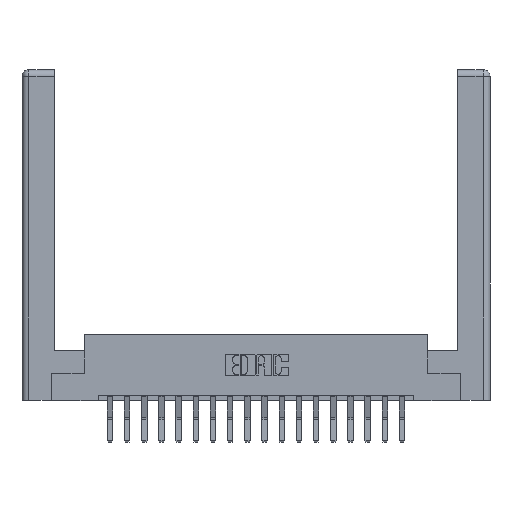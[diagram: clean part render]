
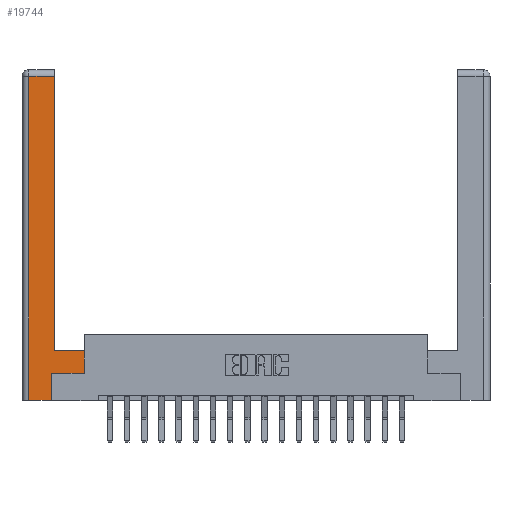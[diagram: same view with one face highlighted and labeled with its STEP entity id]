
A CAD part, top view. The second image highlights one B-rep face of the part: STEP entity #19744.
In plain terms, the highlighted planar face has unit normal (0, 0, 1).
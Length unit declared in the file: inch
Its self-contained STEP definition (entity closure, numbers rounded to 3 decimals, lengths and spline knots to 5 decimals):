
#276 = ORIENTED_EDGE ( 'NONE', *, *, #1593, .T. ) ;
#648 = VERTEX_POINT ( 'NONE', #15557 ) ;
#677 = PLANE ( 'NONE',  #17218 ) ;
#1145 = CARTESIAN_POINT ( 'NONE',  ( 0.265, 0.245, 0. ) ) ;
#1325 = ORIENTED_EDGE ( 'NONE', *, *, #18235, .T. ) ;
#1360 = EDGE_CURVE ( 'NONE', #8837, #5745, #1570, .T. ) ;
#1547 = CARTESIAN_POINT ( 'NONE',  ( 0.0615, 2.94, 0. ) ) ;
#1570 = LINE ( 'NONE', #1145, #17351 ) ;
#1593 = EDGE_CURVE ( 'NONE', #648, #13584, #2986, .T. ) ;
#2083 = DIRECTION ( 'NONE',  ( 0., 0., -1. ) ) ;
#2162 = EDGE_CURVE ( 'NONE', #5745, #5943, #4165, .T. ) ;
#2757 = EDGE_CURVE ( 'NONE', #17129, #8837, #19185, .T. ) ;
#2806 = CARTESIAN_POINT ( 'NONE',  ( 0.295, 0.45, 0. ) ) ;
#2986 = LINE ( 'NONE', #2806, #6114 ) ;
#3021 = FACE_OUTER_BOUND ( 'NONE', #11397, .T. ) ;
#3757 = CARTESIAN_POINT ( 'NONE',  ( 0., 0., 0. ) ) ;
#3792 = CARTESIAN_POINT ( 'NONE',  ( 0.265, 0.245, 0. ) ) ;
#4165 = LINE ( 'NONE', #12579, #19461 ) ;
#4193 = LINE ( 'NONE', #17894, #8980 ) ;
#4207 = ORIENTED_EDGE ( 'NONE', *, *, #15694, .T. ) ;
#5470 = EDGE_CURVE ( 'NONE', #11123, #17129, #4193, .T. ) ;
#5745 = VERTEX_POINT ( 'NONE', #3792 ) ;
#5803 = LINE ( 'NONE', #1547, #14871 ) ;
#5943 = VERTEX_POINT ( 'NONE', #13255 ) ;
#6114 = VECTOR ( 'NONE', #13487, 39.37008 ) ;
#6716 = DIRECTION ( 'NONE',  ( -1., 0., 0. ) ) ;
#6780 = EDGE_CURVE ( 'NONE', #12263, #11123, #5803, .T. ) ;
#7021 = VECTOR ( 'NONE', #18559, 39.37008 ) ;
#8252 = CARTESIAN_POINT ( 'NONE',  ( 0.0615, 2.94, 0. ) ) ;
#8837 = VERTEX_POINT ( 'NONE', #13155 ) ;
#8908 = DIRECTION ( 'NONE',  ( 0., 1., 0. ) ) ;
#8980 = VECTOR ( 'NONE', #14815, 39.37008 ) ;
#9165 = CARTESIAN_POINT ( 'NONE',  ( 0.295, 2.94, 0. ) ) ;
#9330 = CARTESIAN_POINT ( 'NONE',  ( 0.565, 0.45, 0. ) ) ;
#10113 = ORIENTED_EDGE ( 'NONE', *, *, #2757, .T. ) ;
#10488 = ORIENTED_EDGE ( 'NONE', *, *, #1360, .T. ) ;
#11123 = VERTEX_POINT ( 'NONE', #8252 ) ;
#11208 = ORIENTED_EDGE ( 'NONE', *, *, #6780, .T. ) ;
#11397 = EDGE_LOOP ( 'NONE', ( #4207, #11208, #14393, #10113, #10488, #13701, #1325, #276 ) ) ;
#11689 = LINE ( 'NONE', #9330, #19363 ) ;
#12009 = DIRECTION ( 'NONE',  ( -1., 0., 0. ) ) ;
#12084 = CARTESIAN_POINT ( 'NONE',  ( 0.295, 0.45, 0. ) ) ;
#12263 = VERTEX_POINT ( 'NONE', #9165 ) ;
#12579 = CARTESIAN_POINT ( 'NONE',  ( 0.565, 0.245, 0. ) ) ;
#13155 = CARTESIAN_POINT ( 'NONE',  ( 0.265, 0., 0. ) ) ;
#13255 = CARTESIAN_POINT ( 'NONE',  ( 0.565, 0.245, 0. ) ) ;
#13468 = CARTESIAN_POINT ( 'NONE',  ( 0.295, 3., 0. ) ) ;
#13487 = DIRECTION ( 'NONE',  ( -1., 0., 0. ) ) ;
#13584 = VERTEX_POINT ( 'NONE', #12084 ) ;
#13701 = ORIENTED_EDGE ( 'NONE', *, *, #2162, .T. ) ;
#13800 = LINE ( 'NONE', #13468, #14275 ) ;
#14022 = CARTESIAN_POINT ( 'NONE',  ( 0.0615, 0., 0. ) ) ;
#14275 = VECTOR ( 'NONE', #16618, 39.37008 ) ;
#14393 = ORIENTED_EDGE ( 'NONE', *, *, #5470, .T. ) ;
#14815 = DIRECTION ( 'NONE',  ( 0., -1., 0. ) ) ;
#14871 = VECTOR ( 'NONE', #12009, 39.37008 ) ;
#15528 = DIRECTION ( 'NONE',  ( 1., 0., 0. ) ) ;
#15540 = DIRECTION ( 'NONE',  ( 0., 1., 0. ) ) ;
#15557 = CARTESIAN_POINT ( 'NONE',  ( 0.565, 0.45, 0. ) ) ;
#15694 = EDGE_CURVE ( 'NONE', #13584, #12263, #13800, .T. ) ;
#16618 = DIRECTION ( 'NONE',  ( 0., 1., 0. ) ) ;
#17024 = CARTESIAN_POINT ( 'NONE',  ( 0.265, 0., 0. ) ) ;
#17129 = VERTEX_POINT ( 'NONE', #14022 ) ;
#17218 = AXIS2_PLACEMENT_3D ( 'NONE', #3757, #2083, #6716 ) ;
#17351 = VECTOR ( 'NONE', #8908, 39.37008 ) ;
#17894 = CARTESIAN_POINT ( 'NONE',  ( 0.0615, 0., 0. ) ) ;
#18235 = EDGE_CURVE ( 'NONE', #5943, #648, #11689, .T. ) ;
#18559 = DIRECTION ( 'NONE',  ( 1., 0., 0. ) ) ;
#19185 = LINE ( 'NONE', #17024, #7021 ) ;
#19363 = VECTOR ( 'NONE', #15540, 39.37008 ) ;
#19461 = VECTOR ( 'NONE', #15528, 39.37008 ) ;
#19744 = ADVANCED_FACE ( 'NONE', ( #3021 ), #677, .F. ) ;
